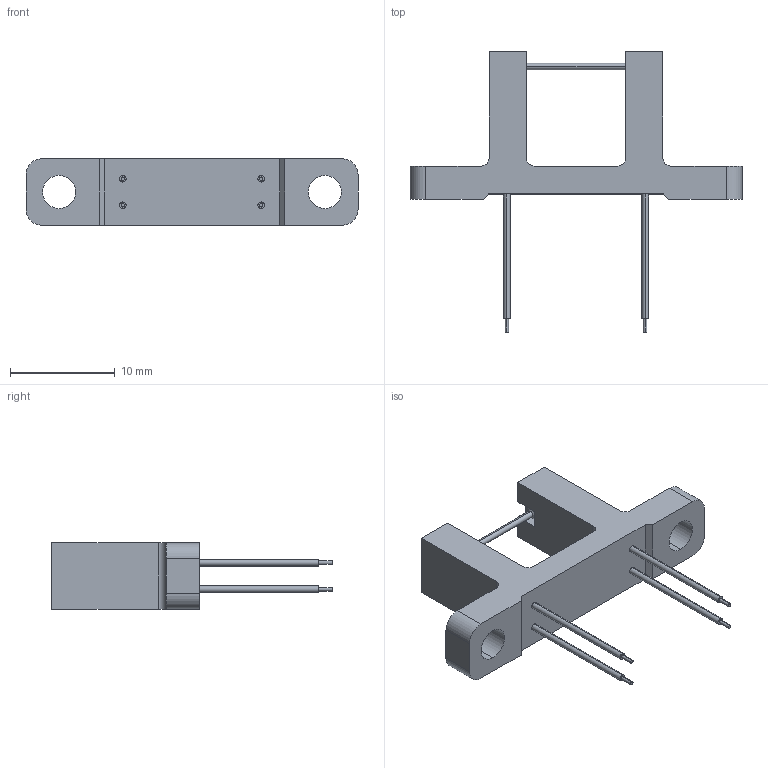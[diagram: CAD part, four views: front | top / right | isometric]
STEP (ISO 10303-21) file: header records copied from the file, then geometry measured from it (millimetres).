
FILE_DESCRIPTION (( 'STEP AP214' ), '1' );
FILE_NAME ('OPB815WZ.STEP', '2014-07-22T16:46:43', ( 'Home' ), ( '' ), 'SwSTEP 2.0', 'SolidWorks 2013', '' );
FILE_SCHEMA (( 'AUTOMOTIVE_DESIGN' ));
Length unit declared in the file: millimetre
Products named in the file (1): OPB815WZ
Bounding box: 31.75 x 26.8 x 6.35 mm (x, y, z)
Volume: 1036 mm3; surface area: 1208.4 mm2
Topology: 1 solids, 1 shells, 69 faces, 176 edges, 116 vertices
Faces by surface type: plane 35, cylinder 32, bspline 2
Entity records: 2953 total; most frequent: CARTESIAN_POINT 446, DIRECTION 364, ORIENTED_EDGE 344, EDGE_CURVE 172, AXIS2_PLACEMENT_3D 130, VERTEX_POINT 116, VECTOR 104, LINE 104
